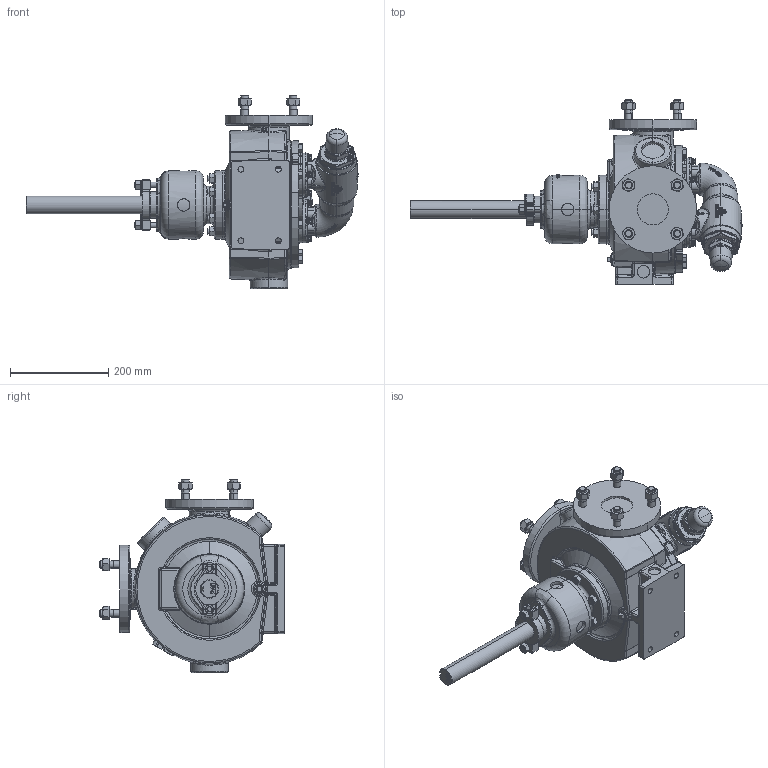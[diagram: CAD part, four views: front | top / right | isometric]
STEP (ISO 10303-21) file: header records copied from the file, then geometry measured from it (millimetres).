
FILE_DESCRIPTION (( 'STEP AP214' ), '1' );
FILE_NAME ('LQ34.STEP', '2016-11-18T21:44:44', ( '' ), ( '' ), 'SwSTEP 2.0', 'SolidWorks 2016', '' );
FILE_SCHEMA (( 'AUTOMOTIVE_DESIGN' ));
Length unit declared in the file: inch
Products named in the file (2): LQ34
Bounding box: 676.78 x 376.43 x 395.17 mm (x, y, z)
Volume: 14619966.6 mm3; surface area: 692791.6 mm2
Topology: 1 solids, 1 shells, 3153 faces, 7875 edges, 4851 vertices
Faces by surface type: plane 1106, bspline 717, cylinder 623, cone 446, torus 190, sphere 71
Entity records: 166346 total; most frequent: CARTESIAN_POINT 69586, ORIENTED_EDGE 15650, DIRECTION 12193, EDGE_CURVE 7825, VERTEX_POINT 4851, AXIS2_PLACEMENT_3D 4818, EDGE_LOOP 3378, ADVANCED_FACE 3153
